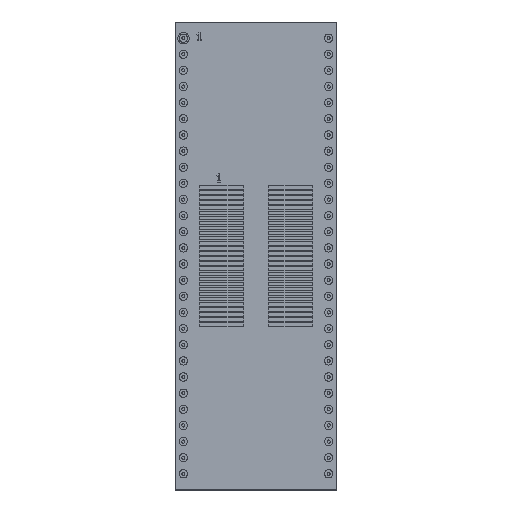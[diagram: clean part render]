
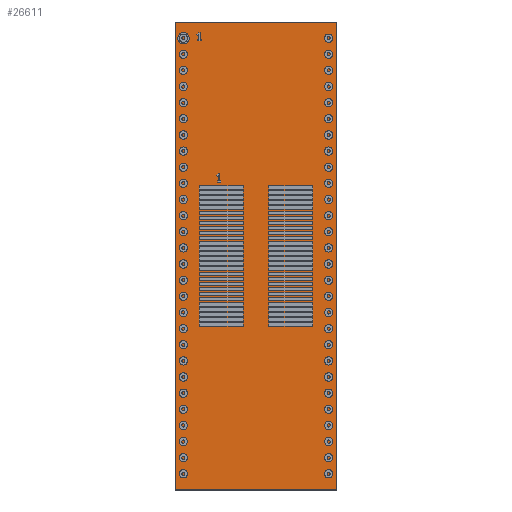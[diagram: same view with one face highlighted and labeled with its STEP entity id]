
A CAD part, top view. The second image highlights one B-rep face of the part: STEP entity #26611.
In plain terms, the highlighted free-form (B-spline) face has degree [1, 1] with [2, 2] control points.
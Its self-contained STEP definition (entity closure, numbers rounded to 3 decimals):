
#26572=CARTESIAN_POINT('',(-12.7,-36.83,3.8));
#26573=CARTESIAN_POINT('',(12.7,-36.83,3.8));
#26574=CARTESIAN_POINT('',(-12.7,36.83,3.8));
#26575=CARTESIAN_POINT('',(12.7,36.83,3.8));
#26576=B_SPLINE_SURFACE_WITH_KNOTS('',1,1,((#26572,#26574),(#26573,#26575)),.UNSPECIFIED.,.F.,.F.,.U.,(2,2),(2,2),(0.0,25.4),(0.0,73.66),.UNSPECIFIED.);
#26577=CARTESIAN_POINT('',(12.7,36.83,3.8));
#26578=VERTEX_POINT('',#26577);
#26579=CARTESIAN_POINT('',(12.7,-36.83,3.8));
#26580=VERTEX_POINT('',#26579);
#26581=CARTESIAN_POINT('',(12.7,36.83,3.8));
#26582=DIRECTION('',(0.0,-1.0,0.0));
#26583=VECTOR('',#26582,73.66);
#26584=LINE('',#26581,#26583);
#26585=EDGE_CURVE('',#26578,#26580,#26584,.T.);
#26586=ORIENTED_EDGE('',*,*,#26585,.F.);
#26587=CARTESIAN_POINT('',(-12.7,36.83,3.8));
#26588=VERTEX_POINT('',#26587);
#26589=CARTESIAN_POINT('',(-12.7,36.83,3.8));
#26590=DIRECTION('',(1.0,0.0,0.0));
#26591=VECTOR('',#26590,25.4);
#26592=LINE('',#26589,#26591);
#26593=EDGE_CURVE('',#26588,#26578,#26592,.T.);
#26594=ORIENTED_EDGE('',*,*,#26593,.F.);
#26595=CARTESIAN_POINT('',(-12.7,-36.83,3.8));
#26596=VERTEX_POINT('',#26595);
#26597=CARTESIAN_POINT('',(-12.7,-36.83,3.8));
#26598=DIRECTION('',(0.0,1.0,0.0));
#26599=VECTOR('',#26598,73.66);
#26600=LINE('',#26597,#26599);
#26601=EDGE_CURVE('',#26596,#26588,#26600,.T.);
#26602=ORIENTED_EDGE('',*,*,#26601,.F.);
#26603=CARTESIAN_POINT('',(12.7,-36.83,3.8));
#26604=DIRECTION('',(-1.0,0.0,0.0));
#26605=VECTOR('',#26604,25.4);
#26606=LINE('',#26603,#26605);
#26607=EDGE_CURVE('',#26580,#26596,#26606,.T.);
#26608=ORIENTED_EDGE('',*,*,#26607,.F.);
#26609=EDGE_LOOP('',(#26586,#26594,#26602,#26608));
#26610=FACE_OUTER_BOUND('',#26609,.T.);
#26611=ADVANCED_FACE('',(#26610),#26576,.T.);
